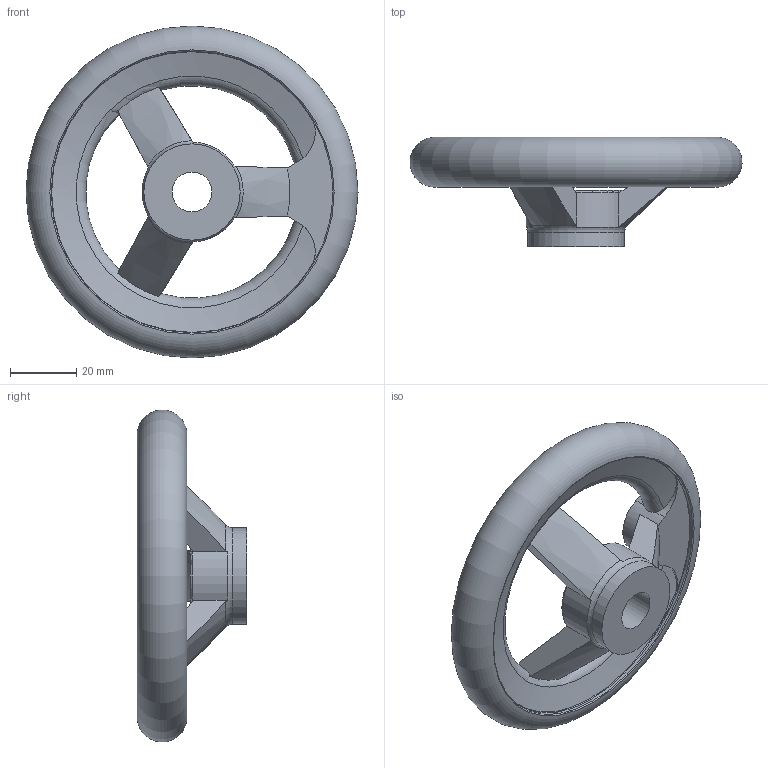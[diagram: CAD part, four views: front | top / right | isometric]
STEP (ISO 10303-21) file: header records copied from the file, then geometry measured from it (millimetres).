
FILE_DESCRIPTION( ( 'STEP AP214' ), '1' );
FILE_NAME( 'K0160.0100X12.stp', '2020-11-26T09:51:09', ( '' ), ( '' ), ' ', 'PARTsolutions', ' ' );
FILE_SCHEMA( ( 'AUTOMOTIVE_DESIGN { 1 0 10303 214 1 1 1 1 }' ) );
Length unit declared in the file: millimetre
Products named in the file (1): _K0160.0100X12
Bounding box: 99.97 x 32.99 x 99.97 mm (x, y, z)
Volume: 65068.5 mm3; surface area: 19504.5 mm2
Topology: 1 solids, 1 shells, 41 faces, 121 edges, 78 vertices
Faces by surface type: cylinder 13, plane 10, torus 10, cone 8
Full cylindrical faces by diameter (mm): 12 x1, 29 x2, 85 x2
Entity records: 1938 total; most frequent: CARTESIAN_POINT 615, ORIENTED_EDGE 210, DIRECTION 184, EDGE_CURVE 105, AXIS2_PLACEMENT_3D 86, VERTEX_POINT 75, EDGE_LOOP 57, FACE_OUTER_BOUND 53
